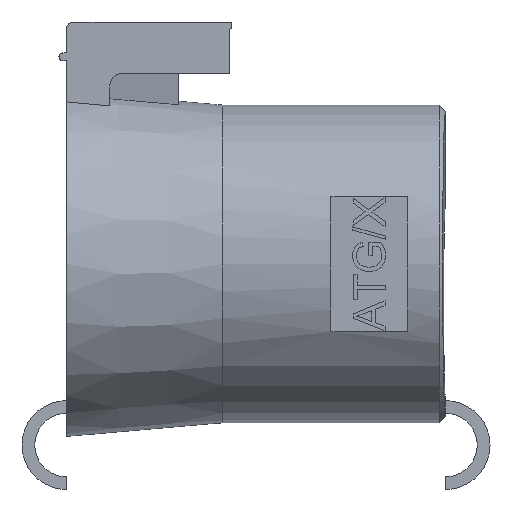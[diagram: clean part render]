
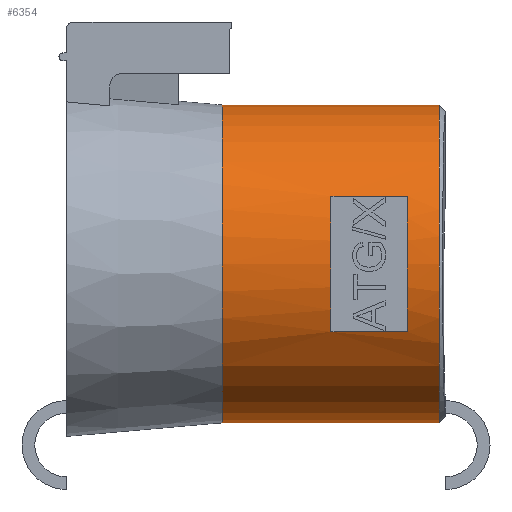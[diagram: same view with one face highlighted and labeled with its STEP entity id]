
A CAD part, front view. The second image highlights one B-rep face of the part: STEP entity #6354.
In plain terms, the highlighted cylindrical face has radius 12.5 mm (diameter 25 mm), a partial arc.
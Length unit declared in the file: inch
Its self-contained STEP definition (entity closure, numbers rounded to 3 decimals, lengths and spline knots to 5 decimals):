
#39 = CARTESIAN_POINT ( 'NONE',  ( 1.05512, 0., 0. ) ) ;
#246 = EDGE_CURVE ( 'NONE', #8573, #1424, #7068, .T. ) ;
#305 = CARTESIAN_POINT ( 'NONE',  ( 1.15354, 0., 0.49213 ) ) ;
#452 = AXIS2_PLACEMENT_3D ( 'NONE', #39, #3212, #3348 ) ;
#484 = CARTESIAN_POINT ( 'NONE',  ( 0.81752, 0., -0.49213 ) ) ;
#605 = DIRECTION ( 'NONE',  ( 1., 0., 0. ) ) ;
#839 = AXIS2_PLACEMENT_3D ( 'NONE', #8732, #605, #6751 ) ;
#970 = VECTOR ( 'NONE', #7570, 39.37008 ) ;
#989 = ORIENTED_EDGE ( 'NONE', *, *, #3012, .T. ) ;
#1010 = CARTESIAN_POINT ( 'NONE',  ( 0.78799, -0.44488, 0.2104 ) ) ;
#1105 = CIRCLE ( 'NONE', #2508, 0.49213 ) ;
#1233 = EDGE_CURVE ( 'NONE', #4430, #5483, #8189, .T. ) ;
#1264 = EDGE_CURVE ( 'NONE', #1624, #8573, #1643, .T. ) ;
#1315 = LINE ( 'NONE', #484, #5523 ) ;
#1424 = VERTEX_POINT ( 'NONE', #7752 ) ;
#1510 = AXIS2_PLACEMENT_3D ( 'NONE', #8591, #6561, #2471 ) ;
#1624 = VERTEX_POINT ( 'NONE', #4188 ) ;
#1643 = CIRCLE ( 'NONE', #1510, 0.49213 ) ;
#1814 = CARTESIAN_POINT ( 'NONE',  ( 0.8189, -0.44488, 0.2104 ) ) ;
#1943 = DIRECTION ( 'NONE',  ( -1., 0., 0. ) ) ;
#2066 = CARTESIAN_POINT ( 'NONE',  ( 0.78799, 0., 0.49213 ) ) ;
#2109 = AXIS2_PLACEMENT_3D ( 'NONE', #7965, #2551, #6727 ) ;
#2466 = ORIENTED_EDGE ( 'NONE', *, *, #1264, .T. ) ;
#2471 = DIRECTION ( 'NONE',  ( 0., 0., 1. ) ) ;
#2508 = AXIS2_PLACEMENT_3D ( 'NONE', #6330, #8327, #5676 ) ;
#2551 = DIRECTION ( 'NONE',  ( -1., 0., 0. ) ) ;
#2667 = EDGE_CURVE ( 'NONE', #4344, #1624, #6698, .T. ) ;
#2672 = ORIENTED_EDGE ( 'NONE', *, *, #2667, .T. ) ;
#2806 = CIRCLE ( 'NONE', #839, 0.49213 ) ;
#3012 = EDGE_CURVE ( 'NONE', #8238, #4430, #1105, .T. ) ;
#3046 = ORIENTED_EDGE ( 'NONE', *, *, #246, .T. ) ;
#3212 = DIRECTION ( 'NONE',  ( 1., 0., 0. ) ) ;
#3325 = CARTESIAN_POINT ( 'NONE',  ( 0.78799, -0.44488, -0.2104 ) ) ;
#3348 = DIRECTION ( 'NONE',  ( 0., 0., 1. ) ) ;
#3446 = EDGE_CURVE ( 'NONE', #5483, #5591, #2806, .T. ) ;
#3846 = ORIENTED_EDGE ( 'NONE', *, *, #3446, .T. ) ;
#3889 = FACE_OUTER_BOUND ( 'NONE', #6733, .T. ) ;
#4018 = DIRECTION ( 'NONE',  ( -1., 0., 0. ) ) ;
#4023 = FACE_BOUND ( 'NONE', #8095, .T. ) ;
#4188 = CARTESIAN_POINT ( 'NONE',  ( 0.8189, -0.44488, -0.2104 ) ) ;
#4344 = VERTEX_POINT ( 'NONE', #7611 ) ;
#4403 = CIRCLE ( 'NONE', #452, 0.49213 ) ;
#4430 = VERTEX_POINT ( 'NONE', #305 ) ;
#4618 = EDGE_CURVE ( 'NONE', #8238, #5591, #1315, .T. ) ;
#4667 = CARTESIAN_POINT ( 'NONE',  ( 1.15354, 0., -0.49213 ) ) ;
#4686 = ORIENTED_EDGE ( 'NONE', *, *, #1233, .T. ) ;
#4919 = VECTOR ( 'NONE', #1943, 39.37008 ) ;
#5483 = VERTEX_POINT ( 'NONE', #8610 ) ;
#5523 = VECTOR ( 'NONE', #4018, 39.37008 ) ;
#5591 = VERTEX_POINT ( 'NONE', #6540 ) ;
#5676 = DIRECTION ( 'NONE',  ( 0., 0., 1. ) ) ;
#5775 = VECTOR ( 'NONE', #7785, 39.37008 ) ;
#6048 = ORIENTED_EDGE ( 'NONE', *, *, #4618, .F. ) ;
#6330 = CARTESIAN_POINT ( 'NONE',  ( 1.15354, 0., 0. ) ) ;
#6354 = ADVANCED_FACE ( 'NONE', ( #4023, #3889 ), #7298, .T. ) ;
#6540 = CARTESIAN_POINT ( 'NONE',  ( 0.4815, 0., -0.49213 ) ) ;
#6561 = DIRECTION ( 'NONE',  ( -1., 0., 0. ) ) ;
#6698 = LINE ( 'NONE', #3325, #4919 ) ;
#6727 = DIRECTION ( 'NONE',  ( 0., 0., 1. ) ) ;
#6733 = EDGE_LOOP ( 'NONE', ( #4686, #3846, #6048, #989 ) ) ;
#6751 = DIRECTION ( 'NONE',  ( 0., 0., 1. ) ) ;
#7068 = LINE ( 'NONE', #1010, #5775 ) ;
#7298 = CYLINDRICAL_SURFACE ( 'NONE', #2109, 0.49213 ) ;
#7570 = DIRECTION ( 'NONE',  ( -1., 0., 0. ) ) ;
#7611 = CARTESIAN_POINT ( 'NONE',  ( 1.05512, -0.44488, -0.2104 ) ) ;
#7752 = CARTESIAN_POINT ( 'NONE',  ( 1.05512, -0.44488, 0.2104 ) ) ;
#7785 = DIRECTION ( 'NONE',  ( 1., 0., 0. ) ) ;
#7937 = EDGE_CURVE ( 'NONE', #1424, #4344, #4403, .T. ) ;
#7965 = CARTESIAN_POINT ( 'NONE',  ( 0.78799, 0., 0. ) ) ;
#8095 = EDGE_LOOP ( 'NONE', ( #2466, #3046, #8281, #2672 ) ) ;
#8189 = LINE ( 'NONE', #2066, #970 ) ;
#8238 = VERTEX_POINT ( 'NONE', #4667 ) ;
#8281 = ORIENTED_EDGE ( 'NONE', *, *, #7937, .T. ) ;
#8327 = DIRECTION ( 'NONE',  ( -1., 0., 0. ) ) ;
#8573 = VERTEX_POINT ( 'NONE', #1814 ) ;
#8591 = CARTESIAN_POINT ( 'NONE',  ( 0.8189, 0., 0. ) ) ;
#8610 = CARTESIAN_POINT ( 'NONE',  ( 0.4815, 0., 0.49213 ) ) ;
#8732 = CARTESIAN_POINT ( 'NONE',  ( 0.4815, 0., 0. ) ) ;
